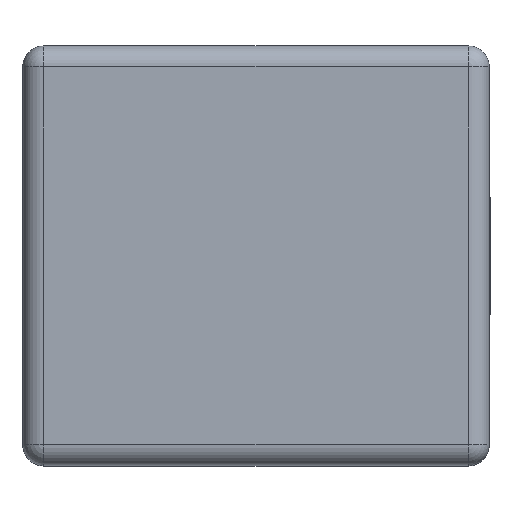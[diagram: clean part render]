
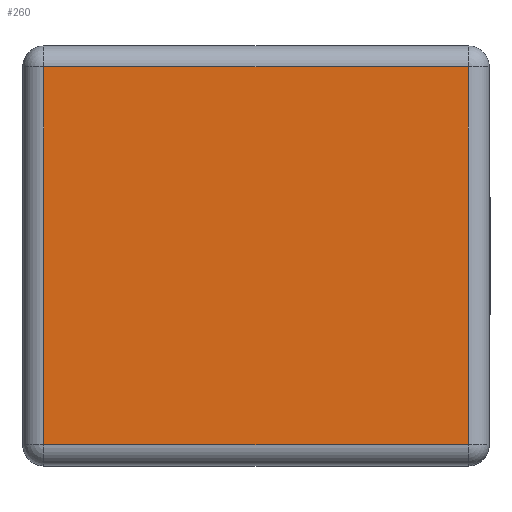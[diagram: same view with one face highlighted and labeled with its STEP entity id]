
A CAD part, top view. The second image highlights one B-rep face of the part: STEP entity #260.
In plain terms, the highlighted planar face has unit normal (0, 0, 1).
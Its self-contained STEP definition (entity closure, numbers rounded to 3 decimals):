
#13=DIRECTION('',(0.,0.,1.));
#27=VECTOR('',#28,1.);
#28=DIRECTION('',(0.,1.,0.));
#68=DIRECTION('',(1.,0.,0.));
#74=VERTEX_POINT('',#75);
#75=CARTESIAN_POINT('',(-2.73,-2.43,3.));
#81=EDGE_CURVE('',#74,#82,#84,.T.);
#82=VERTEX_POINT('',#83);
#83=CARTESIAN_POINT('',(-2.73,2.43,3.));
#84=LINE('',#75,#27);
#132=VECTOR('',#68,1.);
#260=ADVANCED_FACE('',(#261),#281,.T.);
#261=FACE_BOUND('',#262,.T.);
#262=EDGE_LOOP('',(#263,#264,#271,#278));
#263=ORIENTED_EDGE('',*,*,#81,.F.);
#264=ORIENTED_EDGE('',*,*,#265,.F.);
#265=EDGE_CURVE('',#266,#74,#268,.T.);
#266=VERTEX_POINT('',#267);
#267=CARTESIAN_POINT('',(2.73,-2.43,3.));
#268=LINE('',#267,#269);
#269=VECTOR('',#270,1.);
#270=DIRECTION('',(-1.,-0.,-0.));
#271=ORIENTED_EDGE('',*,*,#272,.F.);
#272=EDGE_CURVE('',#273,#266,#275,.T.);
#273=VERTEX_POINT('',#274);
#274=CARTESIAN_POINT('',(2.73,2.43,3.));
#275=LINE('',#274,#276);
#276=VECTOR('',#277,1.);
#277=DIRECTION('',(-0.,-1.,-0.));
#278=ORIENTED_EDGE('',*,*,#279,.F.);
#279=EDGE_CURVE('',#82,#273,#280,.T.);
#280=LINE('',#83,#132);
#281=PLANE('',#282);
#282=AXIS2_PLACEMENT_3D('',#283,#13,#68);
#283=CARTESIAN_POINT('',(-3.,-2.7,3.));
